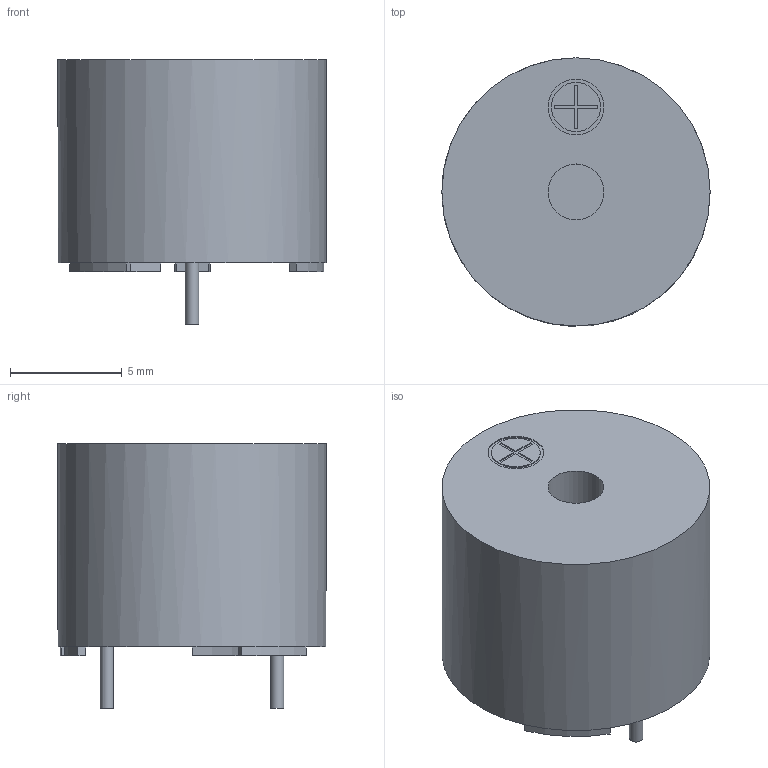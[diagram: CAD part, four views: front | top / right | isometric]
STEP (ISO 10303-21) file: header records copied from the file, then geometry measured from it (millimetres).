
FILE_DESCRIPTION(('FreeCAD Model'),'2;1');
FILE_NAME( 'TMB12A05.step' ,'2020-03-11T17:24:59',('kicad StepUp'),('ksu MCAD'), 'Open CASCADE STEP processor 7.3','FreeCAD','Unknown');
FILE_SCHEMA(('AUTOMOTIVE_DESIGN { 1 0 10303 214 1 1 1 1 }'));
Length unit declared in the file: millimetre
Products named in the file (1): TMB12A05
Bounding box: 12 x 12 x 11.85 mm (x, y, z)
Volume: 554.6 mm3; surface area: 1272.7 mm2
Topology: 5 solids, 5 shells, 62 faces, 129 edges, 80 vertices
Faces by surface type: plane 49, cylinder 13
Full cylindrical faces by diameter (mm): 0.6 x2, 2.2 x1, 2.5 x2, 10 x1, 10.998 x1, 11 x1, 12 x1
Entity records: 2077 total; most frequent: DIRECTION 299, CARTESIAN_POINT 272, ORIENTED_EDGE 258, EDGE_CURVE 129, AXIS2_PLACEMENT_3D 107, LINE 85, VECTOR 85, VERTEX_POINT 80
